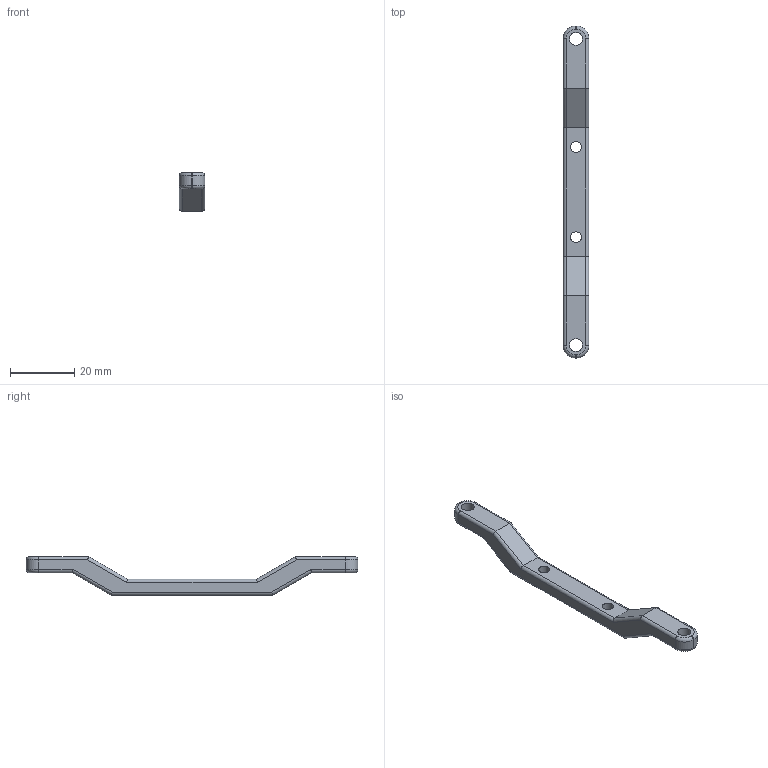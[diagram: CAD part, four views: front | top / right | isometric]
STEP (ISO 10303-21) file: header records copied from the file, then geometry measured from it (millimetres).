
FILE_DESCRIPTION(('FreeCAD Model'),'2;1');
FILE_NAME('Open CASCADE Shape Model','2024-05-12T18:54:40',(''),(''), 'Open CASCADE STEP processor 7.6','FreeCAD','Unknown');
FILE_SCHEMA(('AUTOMOTIVE_DESIGN { 1 0 10303 214 1 1 1 1 }'));
Length unit declared in the file: millimetre
Products named in the file (1): holding.arm
Bounding box: 8 x 103 x 12 mm (x, y, z)
Volume: 4226.5 mm3; surface area: 2884.8 mm2
Topology: 1 solids, 1 shells, 60 faces, 136 edges, 78 vertices
Faces by surface type: cylinder 34, plane 18, torus 8
Full cylindrical faces by diameter (mm): 3.4 x2, 4 x2, 6 x2
Entity records: 3657 total; most frequent: CARTESIAN_POINT 837, DIRECTION 549, LINE 292, VECTOR 292, ORIENTED_EDGE 272, PCURVE 272, DEFINITIONAL_REPRESENTATION 272, EDGE_CURVE 136
